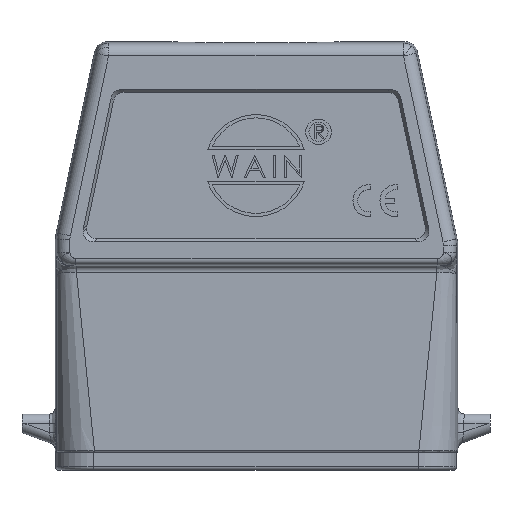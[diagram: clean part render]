
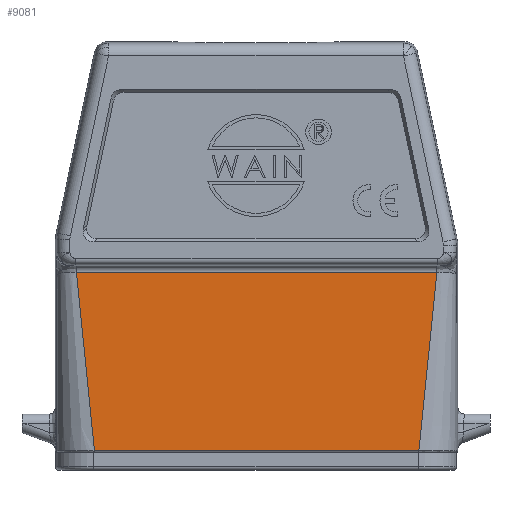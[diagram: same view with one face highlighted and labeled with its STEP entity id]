
A CAD part, top view. The second image highlights one B-rep face of the part: STEP entity #9081.
In plain terms, the highlighted planar face has unit normal (0, 0, 1).
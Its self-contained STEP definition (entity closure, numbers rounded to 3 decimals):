
#443=DIRECTION('',(0.101,-0.995,0.));
#444=VECTOR('',#443,28.101);
#445=CARTESIAN_POINT('',(-28.203,34.519,14.75));
#446=LINE('',#445,#444);
#447=DIRECTION('',(0.101,0.995,0.));
#448=VECTOR('',#447,28.101);
#449=CARTESIAN_POINT('',(25.582,6.561,14.75));
#450=LINE('',#449,#448);
#465=CARTESIAN_POINT('',(-25.377,6.561,14.75));
#656=DIRECTION('',(-1.,0.,0.));
#657=VECTOR('',#656,50.959);
#658=CARTESIAN_POINT('',(25.582,6.561,14.75));
#659=LINE('',#658,#657);
#2156=DIRECTION('',(1.,0.,0.));
#2157=VECTOR('',#2156,56.612);
#2158=CARTESIAN_POINT('',(-28.203,34.519,14.75));
#2159=LINE('',#2158,#2157);
#7186=CARTESIAN_POINT('',(-28.203,34.519,14.75));
#7187=VERTEX_POINT('',#7186);
#7189=CARTESIAN_POINT('',(28.409,34.519,14.75));
#7190=VERTEX_POINT('',#7189);
#8311=VERTEX_POINT('',#465);
#8312=CARTESIAN_POINT('',(25.582,6.561,14.75));
#8313=VERTEX_POINT('',#8312);
#9067=CARTESIAN_POINT('',(-31.5,6.261,14.75));
#9068=DIRECTION('',(0.,0.,1.));
#9069=DIRECTION('',(1.,0.,0.));
#9070=AXIS2_PLACEMENT_3D('',#9067,#9068,#9069);
#9071=PLANE('',#9070);
#9073=ORIENTED_EDGE('',*,*,#9072,.F.);
#9075=ORIENTED_EDGE('',*,*,#9074,.T.);
#9076=ORIENTED_EDGE('',*,*,#9053,.F.);
#9078=ORIENTED_EDGE('',*,*,#9077,.T.);
#9079=EDGE_LOOP('',(#9073,#9075,#9076,#9078));
#9080=FACE_OUTER_BOUND('',#9079,.F.);
#9081=ADVANCED_FACE('',(#9080),#9071,.T.);
#9053=EDGE_CURVE('',#8313,#7190,#450,.T.);
#9072=EDGE_CURVE('',#7187,#8311,#446,.T.);
#9074=EDGE_CURVE('',#7187,#7190,#2159,.T.);
#9077=EDGE_CURVE('',#8313,#8311,#659,.T.);
